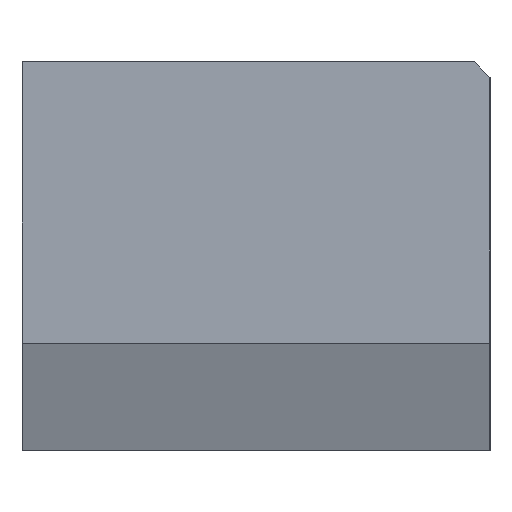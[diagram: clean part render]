
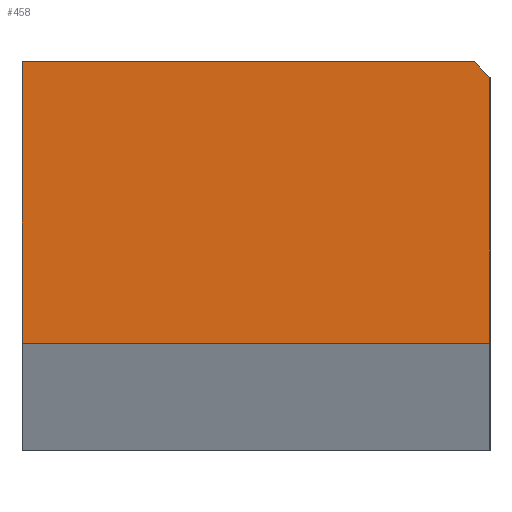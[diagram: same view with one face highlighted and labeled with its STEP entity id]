
A CAD part, left-side view. The second image highlights one B-rep face of the part: STEP entity #458.
In plain terms, the highlighted planar face has unit normal (-1, 0, 0).
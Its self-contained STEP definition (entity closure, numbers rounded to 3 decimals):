
#458=ADVANCED_FACE('NONE',(#1113),#1114,.F.);
#1113=FACE_OUTER_BOUND('',#1950,.T.);
#1114=PLANE('',#1951);
#1950=EDGE_LOOP('',(#3649,#3650,#3651,#3652,#3653));
#1951=AXIS2_PLACEMENT_3D('',#3654,#3655,#3656);
#3649=ORIENTED_EDGE('',*,*,#5239,.F.);
#3650=ORIENTED_EDGE('',*,*,#5857,.T.);
#3651=ORIENTED_EDGE('',*,*,#5858,.F.);
#3652=ORIENTED_EDGE('',*,*,#5676,.T.);
#3653=ORIENTED_EDGE('',*,*,#5859,.F.);
#3654=CARTESIAN_POINT('',(0.0,0.0,49.0));
#3655=DIRECTION('',(1.0,0.0,0.0));
#3656=DIRECTION('',(0.0,1.0,-0.0));
#5239=EDGE_CURVE('NONE',#6351,#6353,#6354,.T.);
#5676=EDGE_CURVE('NONE',#7224,#7222,#7225,.T.);
#5857=EDGE_CURVE('NONE',#6351,#7409,#7410,.T.);
#5858=EDGE_CURVE('NONE',#7224,#7409,#7411,.T.);
#5859=EDGE_CURVE('NONE',#6353,#7222,#7412,.T.);
#6351=VERTEX_POINT('NONE',#7941);
#6353=VERTEX_POINT('NONE',#7944);
#6354=LINE('',#7945,#7946);
#7222=VERTEX_POINT('NONE',#9246);
#7224=VERTEX_POINT('NONE',#9249);
#7225=LINE('',#9250,#9251);
#7409=VERTEX_POINT('NONE',#9549);
#7410=LINE('',#9550,#9551);
#7411=LINE('',#9552,#9553);
#7412=LINE('',#9554,#9555);
#7941=CARTESIAN_POINT('',(0.0,0.0,47.0));
#7944=CARTESIAN_POINT('',(0.0,0.0,13.5));
#7945=CARTESIAN_POINT('',(0.0,0.0,49.0));
#7946=VECTOR('',#10160,1000.0);
#9246=CARTESIAN_POINT('',(0.0,59.0,13.5));
#9249=CARTESIAN_POINT('',(0.0,59.0,49.0));
#9250=CARTESIAN_POINT('',(0.0,59.0,49.0));
#9251=VECTOR('',#10600,1000.0);
#9549=CARTESIAN_POINT('',(0.0,2.,49.0));
#9550=CARTESIAN_POINT('',(0.0,2.,49.0));
#9551=VECTOR('',#10745,1000.0);
#9552=CARTESIAN_POINT('',(0.0,0.0,49.0));
#9553=VECTOR('',#10746,1000.0);
#9554=CARTESIAN_POINT('',(0.0,0.0,13.5));
#9555=VECTOR('',#10747,1000.0);
#10160=DIRECTION('',(-0.0,-0.0,-1.0));
#10600=DIRECTION('',(-0.0,-0.0,-1.0));
#10745=DIRECTION('',(-0.0,0.707,0.707));
#10746=DIRECTION('',(-0.0,-1.0,-0.0));
#10747=DIRECTION('',(0.0,1.0,0.0));
